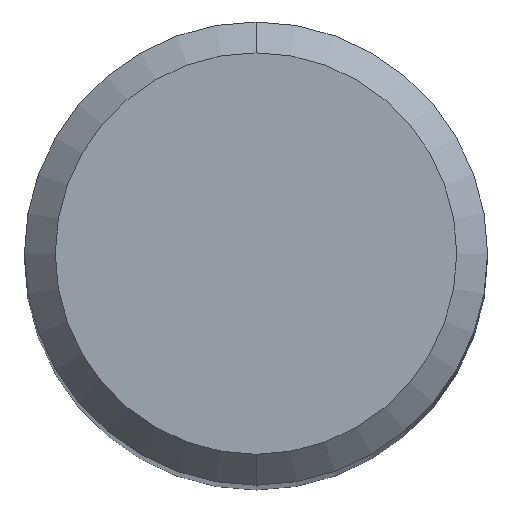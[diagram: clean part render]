
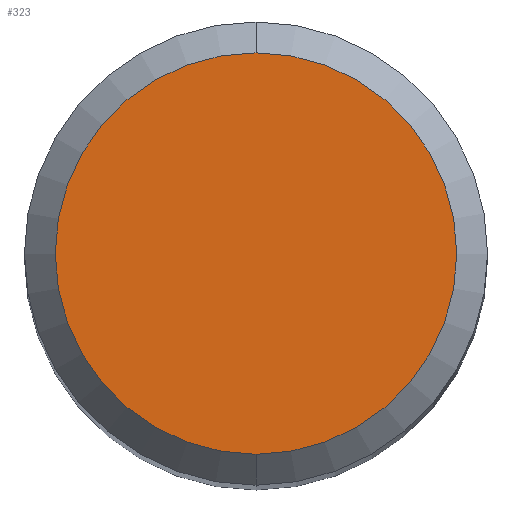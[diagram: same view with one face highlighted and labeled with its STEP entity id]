
A CAD part, top view. The second image highlights one B-rep face of the part: STEP entity #323.
In plain terms, the highlighted planar face has unit normal (0, 0, 1).
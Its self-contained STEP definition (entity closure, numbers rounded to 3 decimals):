
#209=EDGE_CURVE('',#231,#255,#520,.T.);
#231=VERTEX_POINT('',#544);
#255=VERTEX_POINT('',#568);
#323=ADVANCED_FACE('',(#639),#640,.T.);
#359=EDGE_CURVE('',#255,#231,#679,.T.);
#520=CIRCLE('',#906,2.6);
#544=CARTESIAN_POINT('',(0.,-2.6,0.0));
#568=CARTESIAN_POINT('',(0.0,2.6,0.0));
#639=FACE_OUTER_BOUND('',#1109,.T.);
#640=PLANE('',#1110);
#679=CIRCLE('',#1179,2.6);
#906=AXIS2_PLACEMENT_3D('',#1484,#1485,#1486);
#1109=EDGE_LOOP('',(#1583,#1584));
#1110=AXIS2_PLACEMENT_3D('',#1585,#1586,#1587);
#1179=AXIS2_PLACEMENT_3D('',#1624,#1625,#1626);
#1484=CARTESIAN_POINT('',(0.0,0.0,0.0));
#1485=DIRECTION('',(0.0,0.0,-1.0));
#1486=DIRECTION('',(0.0,1.0,0.0));
#1583=ORIENTED_EDGE('',*,*,#359,.F.);
#1584=ORIENTED_EDGE('',*,*,#209,.F.);
#1585=CARTESIAN_POINT('',(0.0,1.3,0.0));
#1586=DIRECTION('',(-0.0,0.0,1.0));
#1587=DIRECTION('',(0.0,-1.0,0.0));
#1624=CARTESIAN_POINT('',(0.0,0.0,0.0));
#1625=DIRECTION('',(0.0,0.0,-1.0));
#1626=DIRECTION('',(0.0,1.0,0.0));
